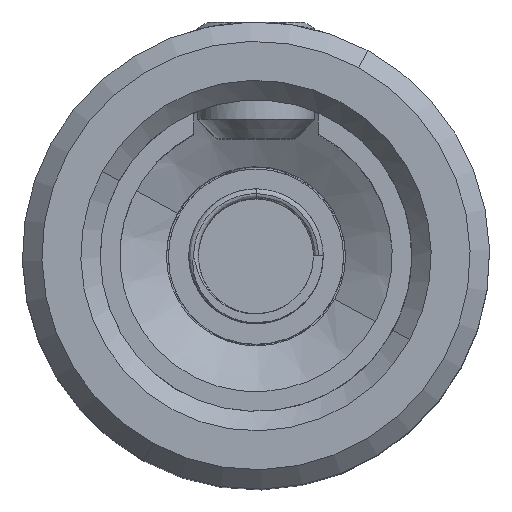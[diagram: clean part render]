
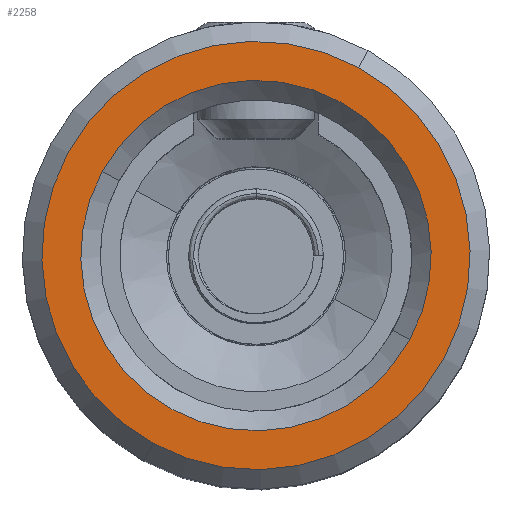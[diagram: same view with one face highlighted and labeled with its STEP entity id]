
A CAD part, top view. The second image highlights one B-rep face of the part: STEP entity #2258.
In plain terms, the highlighted planar face has unit normal (0, 0, 1).
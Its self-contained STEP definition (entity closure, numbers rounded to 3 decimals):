
#2037=AXIS2_PLACEMENT_3D('Circle Axis2P3D',#2035,#2036,$) ;
#2061=AXIS2_PLACEMENT_3D('Circle Axis2P3D',#2059,#2060,$) ;
#2234=AXIS2_PLACEMENT_3D('Plane Axis2P3D',#2231,#2232,#2233) ;
#2242=AXIS2_PLACEMENT_3D('Circle Axis2P3D',#2240,#2241,$) ;
#2251=AXIS2_PLACEMENT_3D('Circle Axis2P3D',#2249,#2250,$) ;
#2032=CARTESIAN_POINT('Vertex',(2.637,4.827,30.)) ;
#2035=CARTESIAN_POINT('Axis2P3D Location',(0.,0.,30.)) ;
#2039=CARTESIAN_POINT('Vertex',(-2.637,-4.827,30.)) ;
#2059=CARTESIAN_POINT('Axis2P3D Location',(0.,0.,30.)) ;
#2231=CARTESIAN_POINT('Axis2P3D Location',(0.,-3.5,30.)) ;
#2240=CARTESIAN_POINT('Axis2P3D Location',(0.,0.,30.)) ;
#2244=CARTESIAN_POINT('Vertex',(3.949,-2.157,30.)) ;
#2246=CARTESIAN_POINT('Vertex',(-3.949,2.157,30.)) ;
#2249=CARTESIAN_POINT('Axis2P3D Location',(0.,0.,30.)) ;
#2036=DIRECTION('Axis2P3D Direction',(0.,0.,-1.)) ;
#2060=DIRECTION('Axis2P3D Direction',(0.,0.,-1.)) ;
#2232=DIRECTION('Axis2P3D Direction',(0.,0.,-1.)) ;
#2233=DIRECTION('Axis2P3D XDirection',(1.,0.,0.)) ;
#2241=DIRECTION('Axis2P3D Direction',(0.,0.,-1.)) ;
#2250=DIRECTION('Axis2P3D Direction',(0.,0.,-1.)) ;
#2237=ORIENTED_EDGE('',*,*,#2041,.F.) ;
#2238=ORIENTED_EDGE('',*,*,#2063,.F.) ;
#2255=ORIENTED_EDGE('',*,*,#2248,.T.) ;
#2256=ORIENTED_EDGE('',*,*,#2253,.T.) ;
#2257=FACE_BOUND('',#2254,.T.) ;
#2258=ADVANCED_FACE('Hauptk\X2\00F6\X0\rper',(#2239,#2257),#2235,.F.) ;
#2038=CIRCLE('generated circle',#2037,5.5) ;
#2062=CIRCLE('generated circle',#2061,5.5) ;
#2243=CIRCLE('generated circle',#2242,4.5) ;
#2252=CIRCLE('generated circle',#2251,4.5) ;
#2041=EDGE_CURVE('',#2033,#2040,#2038,.T.) ;
#2063=EDGE_CURVE('',#2040,#2033,#2062,.T.) ;
#2248=EDGE_CURVE('',#2245,#2247,#2243,.T.) ;
#2253=EDGE_CURVE('',#2247,#2245,#2252,.T.) ;
#2236=EDGE_LOOP('',(#2237,#2238)) ;
#2254=EDGE_LOOP('',(#2255,#2256)) ;
#2239=FACE_OUTER_BOUND('',#2236,.T.) ;
#2235=PLANE('',#2234) ;
#2033=VERTEX_POINT('',#2032) ;
#2040=VERTEX_POINT('',#2039) ;
#2245=VERTEX_POINT('',#2244) ;
#2247=VERTEX_POINT('',#2246) ;
